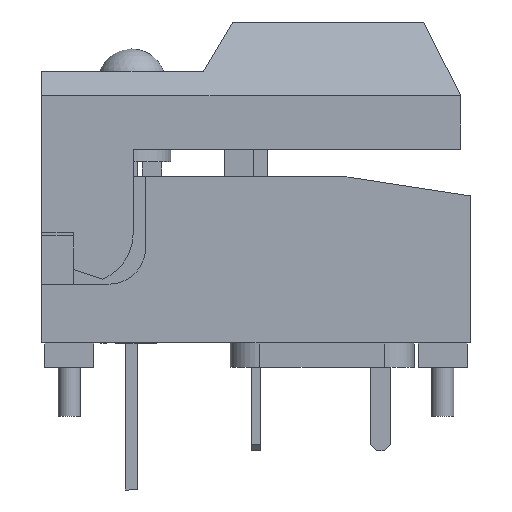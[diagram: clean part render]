
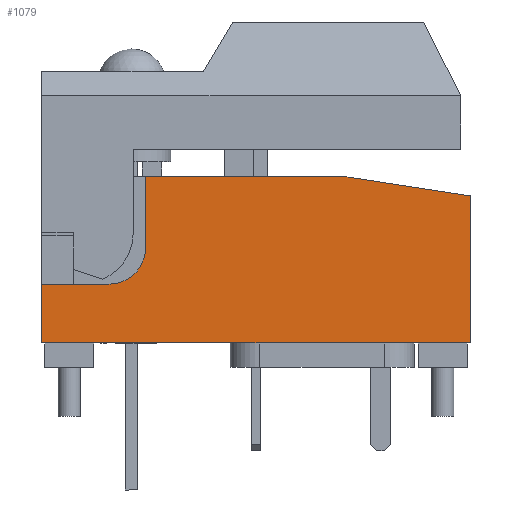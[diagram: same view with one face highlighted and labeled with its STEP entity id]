
A CAD part, front view. The second image highlights one B-rep face of the part: STEP entity #1079.
In plain terms, the highlighted planar face has unit normal (0, -1, 0).
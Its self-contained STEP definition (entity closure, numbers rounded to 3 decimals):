
#991=CARTESIAN_POINT('',(3.55,-6.2,6.8));
#992=VERTEX_POINT('',#991);
#999=CARTESIAN_POINT('',(8.75,-6.2,6.));
#1000=VERTEX_POINT('',#999);
#1001=CARTESIAN_POINT('',(8.75,-6.2,6.));
#1002=DIRECTION('',(-0.988,0.0,0.152));
#1003=VECTOR('',#1002,5.261);
#1004=LINE('',#1001,#1003);
#1005=EDGE_CURVE('',#1000,#992,#1004,.T.);
#1016=CARTESIAN_POINT('',(-9.625,-6.2,7.14));
#1017=DIRECTION('',(0.0,-1.0,0.0));
#1018=DIRECTION('',(0.0,0.0,-1.0));
#1019=AXIS2_PLACEMENT_3D('',#1016,#1017,#1018);
#1020=PLANE('',#1019);
#1021=CARTESIAN_POINT('',(-6.,-6.2,2.4));
#1022=VERTEX_POINT('',#1021);
#1023=CARTESIAN_POINT('',(-8.75,-6.2,2.4));
#1024=VERTEX_POINT('',#1023);
#1025=CARTESIAN_POINT('',(-6.,-6.2,2.4));
#1026=DIRECTION('',(-1.0,0.0,0.0));
#1027=VECTOR('',#1026,2.75);
#1028=LINE('',#1025,#1027);
#1029=EDGE_CURVE('',#1022,#1024,#1028,.T.);
#1030=ORIENTED_EDGE('',*,*,#1029,.T.);
#1031=CARTESIAN_POINT('',(-8.75,-6.2,0.0));
#1032=VERTEX_POINT('',#1031);
#1033=CARTESIAN_POINT('',(-8.75,-6.2,0.0));
#1034=DIRECTION('',(0.0,0.0,1.0));
#1035=VECTOR('',#1034,2.4);
#1036=LINE('',#1033,#1035);
#1037=EDGE_CURVE('',#1032,#1024,#1036,.T.);
#1038=ORIENTED_EDGE('',*,*,#1037,.F.);
#1039=CARTESIAN_POINT('',(8.75,-6.2,0.0));
#1040=VERTEX_POINT('',#1039);
#1041=CARTESIAN_POINT('',(8.75,-6.2,0.0));
#1042=DIRECTION('',(-1.0,0.0,0.0));
#1043=VECTOR('',#1042,17.5);
#1044=LINE('',#1041,#1043);
#1045=EDGE_CURVE('',#1040,#1032,#1044,.T.);
#1046=ORIENTED_EDGE('',*,*,#1045,.F.);
#1047=CARTESIAN_POINT('',(8.75,-6.2,0.0));
#1048=DIRECTION('',(0.0,0.0,1.0));
#1049=VECTOR('',#1048,6.);
#1050=LINE('',#1047,#1049);
#1051=EDGE_CURVE('',#1040,#1000,#1050,.T.);
#1052=ORIENTED_EDGE('',*,*,#1051,.T.);
#1053=ORIENTED_EDGE('',*,*,#1005,.T.);
#1054=CARTESIAN_POINT('',(-4.5,-6.2,6.8));
#1055=VERTEX_POINT('',#1054);
#1056=CARTESIAN_POINT('',(3.55,-6.2,6.8));
#1057=DIRECTION('',(-1.0,0.0,0.0));
#1058=VECTOR('',#1057,8.05);
#1059=LINE('',#1056,#1058);
#1060=EDGE_CURVE('',#992,#1055,#1059,.T.);
#1061=ORIENTED_EDGE('',*,*,#1060,.T.);
#1062=CARTESIAN_POINT('',(-4.5,-6.2,3.9));
#1063=VERTEX_POINT('',#1062);
#1064=CARTESIAN_POINT('',(-4.5,-6.2,6.8));
#1065=DIRECTION('',(0.0,0.0,-1.0));
#1066=VECTOR('',#1065,2.9);
#1067=LINE('',#1064,#1066);
#1068=EDGE_CURVE('',#1055,#1063,#1067,.T.);
#1069=ORIENTED_EDGE('',*,*,#1068,.T.);
#1070=CARTESIAN_POINT('',(-6.,-6.2,3.9));
#1071=DIRECTION('',(0.0,1.0,0.0));
#1072=DIRECTION('',(0.0,0.0,-1.0));
#1073=AXIS2_PLACEMENT_3D('',#1070,#1071,#1072);
#1074=CIRCLE('',#1073,1.5);
#1075=EDGE_CURVE('',#1063,#1022,#1074,.T.);
#1076=ORIENTED_EDGE('',*,*,#1075,.T.);
#1077=EDGE_LOOP('',(#1030,#1038,#1046,#1052,#1053,#1061,#1069,#1076));
#1078=FACE_OUTER_BOUND('',#1077,.T.);
#1079=ADVANCED_FACE('',(#1078),#1020,.T.);
